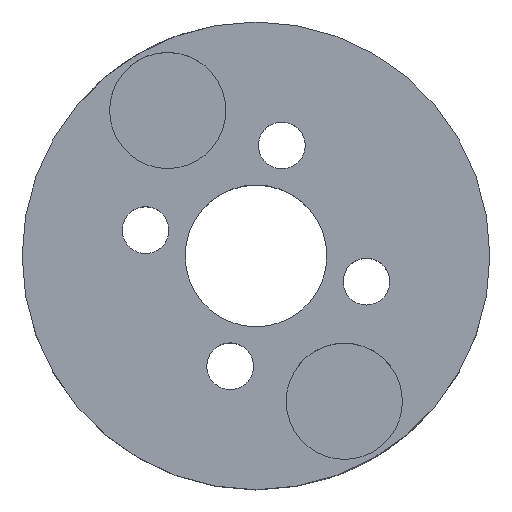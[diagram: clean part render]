
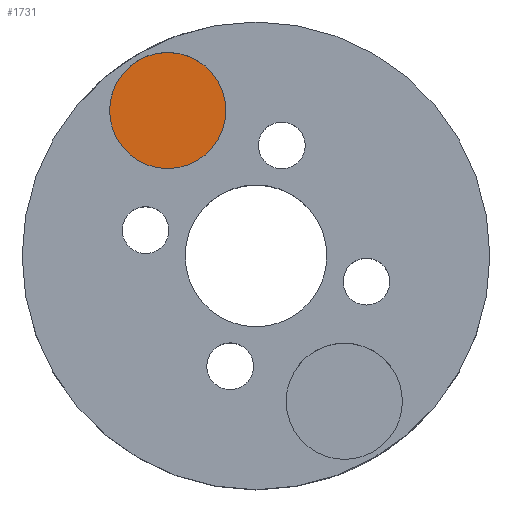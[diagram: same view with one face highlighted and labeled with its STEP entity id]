
A CAD part, top view. The second image highlights one B-rep face of the part: STEP entity #1731.
In plain terms, the highlighted planar face has unit normal (0, 0, 1).
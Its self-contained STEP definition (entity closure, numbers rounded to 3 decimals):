
#87 = EDGE_LOOP ( 'NONE', ( #2140, #2596 ) ) ;
#155 = CIRCLE ( 'NONE', #193, 4.1 ) ;
#193 = AXIS2_PLACEMENT_3D ( 'NONE', #2166, #321, #1124 ) ;
#253 = VERTEX_POINT ( 'NONE', #1634 ) ;
#321 = DIRECTION ( 'NONE',  ( 0., 0., 1. ) ) ;
#397 = DIRECTION ( 'NONE',  ( 1., 0., 0. ) ) ;
#760 = VERTEX_POINT ( 'NONE', #904 ) ;
#904 = CARTESIAN_POINT ( 'NONE',  ( -2.129, 10.256, 4. ) ) ;
#1124 = DIRECTION ( 'NONE',  ( 1., 0., 0. ) ) ;
#1402 = DIRECTION ( 'NONE',  ( 0., 0., 1. ) ) ;
#1449 = AXIS2_PLACEMENT_3D ( 'NONE', #1574, #1402, #1590 ) ;
#1574 = CARTESIAN_POINT ( 'NONE',  ( -6.229, 10.256, 4. ) ) ;
#1590 = DIRECTION ( 'NONE',  ( 1., 0., 0. ) ) ;
#1617 = EDGE_CURVE ( 'NONE', #253, #760, #155, .T. ) ;
#1634 = CARTESIAN_POINT ( 'NONE',  ( -10.329, 10.256, 4. ) ) ;
#1724 = EDGE_CURVE ( 'NONE', #760, #253, #1832, .T. ) ;
#1731 = ADVANCED_FACE ( 'NONE', ( #2040 ), #2027, .T. ) ;
#1832 = CIRCLE ( 'NONE', #1449, 4.1 ) ;
#1990 = CARTESIAN_POINT ( 'NONE',  ( -6.229, 10.256, 4. ) ) ;
#2027 = PLANE ( 'NONE',  #2136 ) ;
#2040 = FACE_OUTER_BOUND ( 'NONE', #87, .T. ) ;
#2136 = AXIS2_PLACEMENT_3D ( 'NONE', #1990, #2218, #397 ) ;
#2140 = ORIENTED_EDGE ( 'NONE', *, *, #1724, .T. ) ;
#2166 = CARTESIAN_POINT ( 'NONE',  ( -6.229, 10.256, 4. ) ) ;
#2218 = DIRECTION ( 'NONE',  ( 0., 0., 1. ) ) ;
#2596 = ORIENTED_EDGE ( 'NONE', *, *, #1617, .T. ) ;
